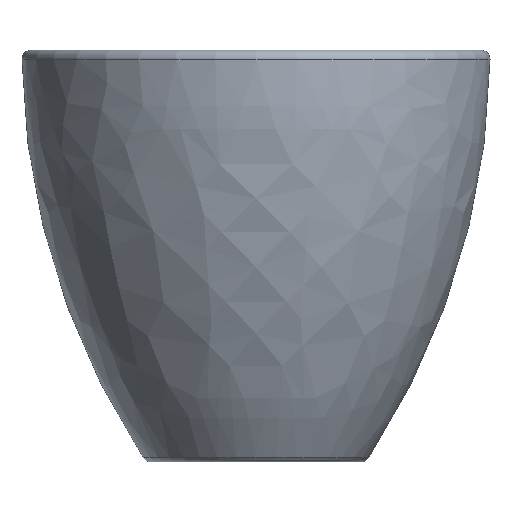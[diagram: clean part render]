
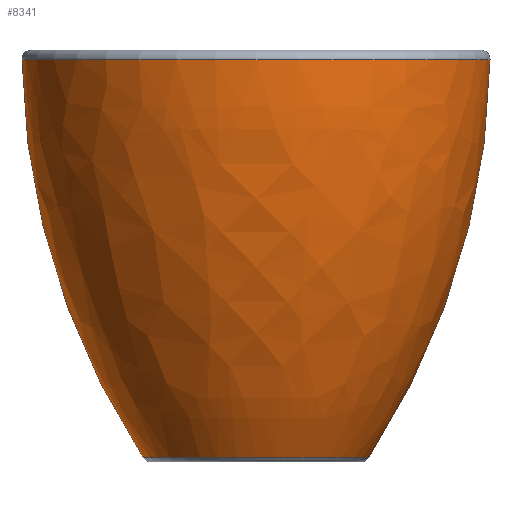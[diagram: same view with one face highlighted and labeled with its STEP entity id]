
A CAD part, left-side view. The second image highlights one B-rep face of the part: STEP entity #8341.
In plain terms, the highlighted free-form (B-spline) face has degree [3, 3] with [7, 4] control points.
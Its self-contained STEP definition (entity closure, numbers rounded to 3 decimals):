
#3342=CARTESIAN_POINT('',(0.,0.,-1.013));
#3343=DIRECTION('',(0.,0.,1.));
#3344=DIRECTION('',(0.,1.,0.));
#3345=AXIS2_PLACEMENT_3D('',#3342,#3343,#3344);
#3347=CARTESIAN_POINT('',(0.,54.682,0.));
#3348=DIRECTION('',(-1.,0.,0.));
#3349=DIRECTION('',(0.,-0.837,-0.547));
#3350=AXIS2_PLACEMENT_3D('',#3347,#3348,#3349);
#3352=CARTESIAN_POINT('',(0.,0.,-43.547));
#3353=DIRECTION('',(0.,0.,1.));
#3354=DIRECTION('',(0.,1.,0.));
#3355=AXIS2_PLACEMENT_3D('',#3352,#3353,#3354);
#3357=CARTESIAN_POINT('',(0.,-54.682,0.));
#3358=DIRECTION('',(1.,0.,0.));
#3359=DIRECTION('',(0.,0.837,-0.547));
#3360=AXIS2_PLACEMENT_3D('',#3357,#3358,#3359);
#3523=CARTESIAN_POINT('',(0.,-12.048,-43.547));
#3524=CARTESIAN_POINT('',(0.,12.048,-43.547));
#3525=VERTEX_POINT('',#3523);
#3526=VERTEX_POINT('',#3524);
#3535=CARTESIAN_POINT('',(0.,24.994,-1.013));
#3536=CARTESIAN_POINT('',(0.,-24.994,-1.013));
#3537=VERTEX_POINT('',#3535);
#3538=VERTEX_POINT('',#3536);
#8305=CARTESIAN_POINT('',(1.57,-24.951,
-0.112));
#8306=CARTESIAN_POINT('',(1.568,-24.928,
-15.961));
#8307=CARTESIAN_POINT('',(1.279,-20.323,
-31.124));
#8308=CARTESIAN_POINT('',(0.725,-11.529,
-44.298));
#8309=CARTESIAN_POINT('',(-13.785,-25.917,
-0.112));
#8310=CARTESIAN_POINT('',(-13.773,-25.894,
-15.961));
#8311=CARTESIAN_POINT('',(-11.228,-21.109,
-31.124));
#8312=CARTESIAN_POINT('',(-6.369,-11.975,
-44.298));
#8313=CARTESIAN_POINT('',(-25.,-15.385,
-0.112));
#8314=CARTESIAN_POINT('',(-24.978,-15.371,
-15.961));
#8315=CARTESIAN_POINT('',(-20.363,-12.531,
-31.124));
#8316=CARTESIAN_POINT('',(-11.551,-7.109,
-44.298));
#8317=CARTESIAN_POINT('',(-25.,0.,-0.112));
#8318=CARTESIAN_POINT('',(-24.978,0.,
-15.961));
#8319=CARTESIAN_POINT('',(-20.363,0.,
-31.124));
#8320=CARTESIAN_POINT('',(-11.551,0.,-44.298));
#8321=CARTESIAN_POINT('',(-25.,15.385,
-0.112));
#8322=CARTESIAN_POINT('',(-24.978,15.371,
-15.961));
#8323=CARTESIAN_POINT('',(-20.363,12.531,
-31.124));
#8324=CARTESIAN_POINT('',(-11.551,7.109,
-44.298));
#8325=CARTESIAN_POINT('',(-13.785,25.917,
-0.112));
#8326=CARTESIAN_POINT('',(-13.773,25.894,
-15.961));
#8327=CARTESIAN_POINT('',(-11.228,21.109,
-31.124));
#8328=CARTESIAN_POINT('',(-6.369,11.975,
-44.298));
#8329=CARTESIAN_POINT('',(1.57,24.951,
-0.112));
#8330=CARTESIAN_POINT('',(1.568,24.928,-15.961));
#8331=CARTESIAN_POINT('',(1.279,20.323,-31.124));
#8332=CARTESIAN_POINT('',(0.725,11.529,
-44.298));
#8333=(BOUNDED_SURFACE()B_SPLINE_SURFACE(3,3,((#8305,#8306,#8307,#8308),(#8309,
#8310,#8311,#8312),(#8313,#8314,#8315,#8316),(#8317,#8318,#8319,#8320),(#8321,
#8322,#8323,#8324),(#8325,#8326,#8327,#8328),(#8329,#8330,#8331,#8332)),
.UNSPECIFIED.,.F.,.F.,.F.)B_SPLINE_SURFACE_WITH_KNOTS((4,3,4),(4,4),(0.,1.,
2.),(0.,1.),.UNSPECIFIED.)GEOMETRIC_REPRESENTATION_ITEM()RATIONAL_B_SPLINE_SURFACE(((1.213,1.179,1.179,1.213),(
0.958,0.931,0.931,0.958),(
0.958,0.931,0.931,0.958),(
1.213,1.179,1.179,1.213),(
0.958,0.931,0.931,0.958),(
0.958,0.931,0.931,0.958),(
1.213,1.179,1.179,1.213)))REPRESENTATION_ITEM('')SURFACE());
#8334=ORIENTED_EDGE('',*,*,#8299,.T.);
#8335=ORIENTED_EDGE('',*,*,#8213,.F.);
#8337=ORIENTED_EDGE('',*,*,#8336,.F.);
#8338=ORIENTED_EDGE('',*,*,#8210,.T.);
#8339=EDGE_LOOP('',(#8334,#8335,#8337,#8338));
#8340=FACE_OUTER_BOUND('',#8339,.F.);
#8341=ADVANCED_FACE('',(#8340),#8333,.T.);
#3346=CIRCLE('',#3345,24.994);
#3351=CIRCLE('',#3350,79.682);
#3356=CIRCLE('',#3355,12.048);
#3361=CIRCLE('',#3360,79.682);
#8210=EDGE_CURVE('',#3526,#3537,#3361,.T.);
#8213=EDGE_CURVE('',#3525,#3538,#3351,.T.);
#8299=EDGE_CURVE('',#3537,#3538,#3346,.T.);
#8336=EDGE_CURVE('',#3526,#3525,#3356,.T.);
